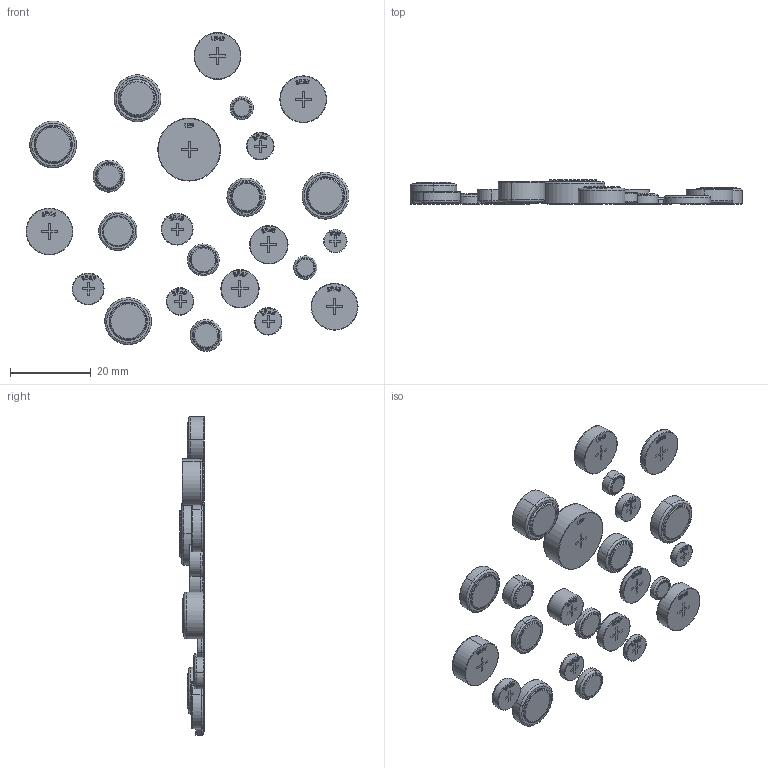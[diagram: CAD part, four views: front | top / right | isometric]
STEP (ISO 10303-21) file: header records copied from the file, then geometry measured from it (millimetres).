
FILE_DESCRIPTION (( 'STEP AP203' ), '1' );
FILE_NAME ('Battery Assembly.STEP', '2012-01-12T21:21:27', ( '' ), ( '' ), 'SwSTEP 2.0', 'SolidWorks 2011', '' );
FILE_SCHEMA (( 'CONFIG_CONTROL_DESIGN' ));
Products named in the file (25): Battery Assembly; SR69 Cell_Coin Battery; SR68 Cell_Coin Battery; SR67 Cell_Coin Battery; SR66 Cell_Coin Battery; SR65 Cell_Coin Battery; SR64 Cell_Coin Battery; SR63 Cell_Coin Battery; SR62 Cell_Coin Battery; SR60 Cell_Coin Battery; SR59 Cell_Coin Battery; SR58 Cell_Coin Battery; SR57 Cell_Coin Battery; SR55 Cell_Coin Battery; SR54 Cell_Coin Battery; SR48 Cell_Coin Battery; SR45 Cell_Coin Battery; SR44 Cell_Coin Battery; SR43 Cell_Coin Battery; SR42 Cell_Coin Battery; SR41 Cell_Coin Battery; LR54 Cell_Coin Battery; LR44 Cell_Coin Battery; LR43 Cell_Coin Battery; LR9  Cell_Coin Battery
Assembly tree (24 placements, depth 2):
  Battery Assembly
    SR67 Cell_Coin Battery
    SR42 Cell_Coin Battery
    LR54 Cell_Coin Battery
    SR65 Cell_Coin Battery
    SR48 Cell_Coin Battery
    LR44 Cell_Coin Battery
    SR64 Cell_Coin Battery
    SR41 Cell_Coin Battery
    SR62 Cell_Coin Battery
    LR43 Cell_Coin Battery
    SR68 Cell_Coin Battery
    SR58 Cell_Coin Battery
    SR59 Cell_Coin Battery
    SR55 Cell_Coin Battery
    SR60 Cell_Coin Battery
    SR66 Cell_Coin Battery
    SR63 Cell_Coin Battery
    SR54 Cell_Coin Battery
    SR57 Cell_Coin Battery
    SR45 Cell_Coin Battery
    SR69 Cell_Coin Battery
    LR9  Cell_Coin Battery
    SR44 Cell_Coin Battery
    SR43 Cell_Coin Battery
Bounding box: 82.28 x 5.95 x 79.01 mm (x, y, z)
Volume: 6037.3 mm3; surface area: 5547.4 mm2
Topology: 24 solids, 24 shells, 536 faces, 2312 edges, 2024 vertices
Faces by surface type: plane 248, torus 192, cone 48, cylinder 48
Entity records: 37187 total; most frequent: CARTESIAN_POINT 15233, ORIENTED_EDGE 4624, DIRECTION 3291, EDGE_CURVE 2312, VERTEX_POINT 2024, AXIS2_PLACEMENT_3D 1139, LINE 1013, VECTOR 1013
